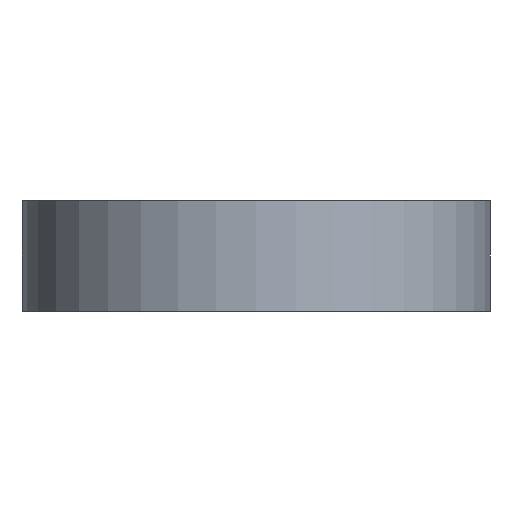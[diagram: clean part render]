
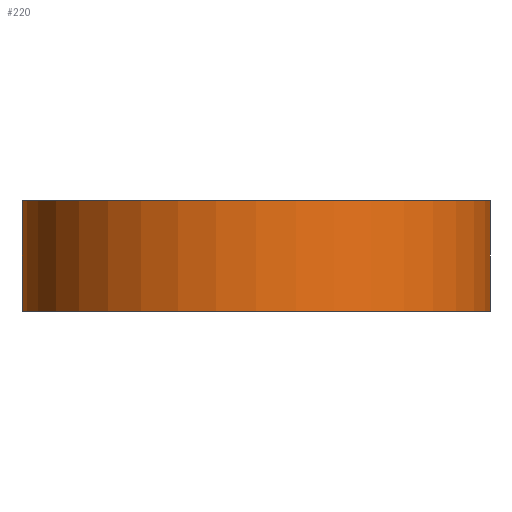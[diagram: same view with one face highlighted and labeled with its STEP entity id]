
A CAD part, front view. The second image highlights one B-rep face of the part: STEP entity #220.
In plain terms, the highlighted cylindrical face has radius 17 mm (diameter 34 mm), a partial arc.
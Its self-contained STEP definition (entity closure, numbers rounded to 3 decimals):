
#30=FACE_OUTER_BOUND('',#42,.T.);
#42=EDGE_LOOP('',(#173,#174,#175,#176));
#59=LINE('',#384,#73);
#62=LINE('',#392,#76);
#73=VECTOR('',#312,10.);
#76=VECTOR('',#321,10.);
#89=CIRCLE('',#266,17.);
#90=CIRCLE('',#267,17.);
#105=VERTEX_POINT('',#377);
#108=VERTEX_POINT('',#382);
#109=VERTEX_POINT('',#389);
#110=VERTEX_POINT('',#391);
#131=EDGE_CURVE('',#108,#105,#59,.T.);
#135=EDGE_CURVE('',#109,#110,#62,.T.);
#137=EDGE_CURVE('',#110,#108,#89,.T.);
#138=EDGE_CURVE('',#109,#105,#90,.T.);
#173=ORIENTED_EDGE('',*,*,#131,.F.);
#174=ORIENTED_EDGE('',*,*,#137,.F.);
#175=ORIENTED_EDGE('',*,*,#135,.F.);
#176=ORIENTED_EDGE('',*,*,#138,.T.);
#210=CYLINDRICAL_SURFACE('',#265,17.);
#220=ADVANCED_FACE('',(#30),#210,.T.);
#265=AXIS2_PLACEMENT_3D('',#394,#324,#325);
#266=AXIS2_PLACEMENT_3D('',#395,#326,#327);
#267=AXIS2_PLACEMENT_3D('',#396,#328,#329);
#312=DIRECTION('',(0.,0.,-1.));
#321=DIRECTION('',(0.,0.,1.));
#324=DIRECTION('center_axis',(0.,0.,1.));
#325=DIRECTION('ref_axis',(0.,-1.,0.));
#326=DIRECTION('center_axis',(0.,0.,1.));
#327=DIRECTION('ref_axis',(1.,0.,0.));
#328=DIRECTION('center_axis',(0.,0.,1.));
#329=DIRECTION('ref_axis',(1.,0.,0.));
#377=CARTESIAN_POINT('',(11.591,-147.564,0.));
#382=CARTESIAN_POINT('',(11.591,-147.564,8.));
#384=CARTESIAN_POINT('',(11.591,-147.564,0.));
#389=CARTESIAN_POINT('',(-11.591,-147.564,0.));
#391=CARTESIAN_POINT('',(-11.591,-147.564,8.));
#392=CARTESIAN_POINT('',(-11.591,-147.564,0.));
#394=CARTESIAN_POINT('Origin',(0.,-160.,0.));
#395=CARTESIAN_POINT('Origin',(0.,-160.,8.));
#396=CARTESIAN_POINT('Origin',(0.,-160.,0.));
